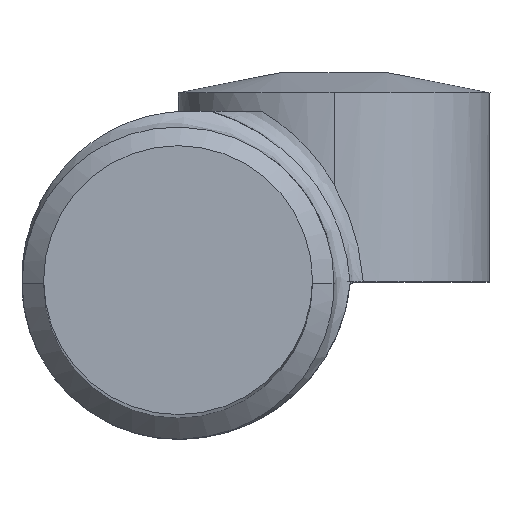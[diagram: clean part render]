
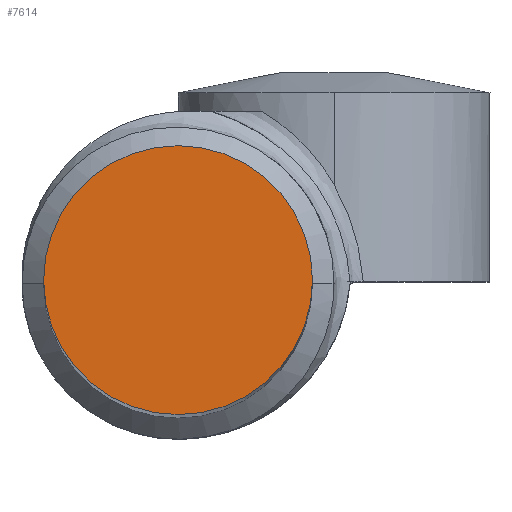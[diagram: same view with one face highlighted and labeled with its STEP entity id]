
A CAD part, top view. The second image highlights one B-rep face of the part: STEP entity #7614.
In plain terms, the highlighted planar face has unit normal (0, 0, 1).
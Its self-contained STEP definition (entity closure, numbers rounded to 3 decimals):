
#33 = CYLINDRICAL_SURFACE('',#34,25.);
#34 = AXIS2_PLACEMENT_3D('',#35,#36,#37);
#35 = CARTESIAN_POINT('',(-29.,0.,40.));
#36 = DIRECTION('',(-0.,0.,1.));
#37 = DIRECTION('',(-1.,0.,-0.));
#58 = VERTEX_POINT('',#59);
#59 = CARTESIAN_POINT('',(-4.,0.,369.));
#73 = CYLINDRICAL_SURFACE('',#74,25.);
#74 = AXIS2_PLACEMENT_3D('',#75,#76,#77);
#75 = CARTESIAN_POINT('',(-29.,0.,40.));
#76 = DIRECTION('',(-0.,0.,1.));
#77 = DIRECTION('',(-1.,0.,-0.));
#85 = EDGE_CURVE('',#58,#86,#88,.T.);
#86 = VERTEX_POINT('',#87);
#87 = CARTESIAN_POINT('',(-54.,0.,369.));
#88 = SURFACE_CURVE('',#89,(#94,#101),.PCURVE_S1.);
#89 = CIRCLE('',#90,25.);
#90 = AXIS2_PLACEMENT_3D('',#91,#92,#93);
#91 = CARTESIAN_POINT('',(-29.,0.,369.));
#92 = DIRECTION('',(0.,0.,-1.));
#93 = DIRECTION('',(-1.,-0.,0.));
#94 = PCURVE('',#33,#95);
#95 = DEFINITIONAL_REPRESENTATION('',(#96),#100);
#96 = LINE('',#97,#98);
#97 = CARTESIAN_POINT('',(6.283,329.));
#98 = VECTOR('',#99,1.);
#99 = DIRECTION('',(-1.,0.));
#100 = ( GEOMETRIC_REPRESENTATION_CONTEXT(2) 
PARAMETRIC_REPRESENTATION_CONTEXT() REPRESENTATION_CONTEXT('2D SPACE',''
  ) );
#101 = PCURVE('',#102,#107);
#102 = PLANE('',#103);
#103 = AXIS2_PLACEMENT_3D('',#104,#105,#106);
#104 = CARTESIAN_POINT('',(-29.,0.,369.));
#105 = DIRECTION('',(0.,0.,1.));
#106 = DIRECTION('',(-1.,0.,0.));
#107 = DEFINITIONAL_REPRESENTATION('',(#108),#116);
#108 = ( BOUNDED_CURVE() B_SPLINE_CURVE(2,(#109,#110,#111,#112,#113,#114
,#115),.UNSPECIFIED.,.T.,.F.) B_SPLINE_CURVE_WITH_KNOTS((1,2,2,2,2,1),(
    -2.094,0.,2.094,4.189,6.283,
8.378),.UNSPECIFIED.) CURVE() GEOMETRIC_REPRESENTATION_ITEM() 
RATIONAL_B_SPLINE_CURVE((1.,0.5,1.,0.5,1.,0.5,1.)) REPRESENTATION_ITEM(
  '') );
#109 = CARTESIAN_POINT('',(25.,0.));
#110 = CARTESIAN_POINT('',(25.,-43.301));
#111 = CARTESIAN_POINT('',(-12.5,-21.651));
#112 = CARTESIAN_POINT('',(-50.,0.));
#113 = CARTESIAN_POINT('',(-12.5,21.651));
#114 = CARTESIAN_POINT('',(25.,43.301));
#115 = CARTESIAN_POINT('',(25.,0.));
#116 = ( GEOMETRIC_REPRESENTATION_CONTEXT(2) 
PARAMETRIC_REPRESENTATION_CONTEXT() REPRESENTATION_CONTEXT('2D SPACE',''
  ) );
#7589 = EDGE_CURVE('',#86,#58,#7590,.T.);
#7590 = SURFACE_CURVE('',#7591,(#7596,#7603),.PCURVE_S1.);
#7591 = CIRCLE('',#7592,25.);
#7592 = AXIS2_PLACEMENT_3D('',#7593,#7594,#7595);
#7593 = CARTESIAN_POINT('',(-29.,0.,369.));
#7594 = DIRECTION('',(0.,0.,-1.));
#7595 = DIRECTION('',(-1.,-0.,0.));
#7596 = PCURVE('',#73,#7597);
#7597 = DEFINITIONAL_REPRESENTATION('',(#7598),#7602);
#7598 = LINE('',#7599,#7600);
#7599 = CARTESIAN_POINT('',(6.283,329.));
#7600 = VECTOR('',#7601,1.);
#7601 = DIRECTION('',(-1.,0.));
#7602 = ( GEOMETRIC_REPRESENTATION_CONTEXT(2) 
PARAMETRIC_REPRESENTATION_CONTEXT() REPRESENTATION_CONTEXT('2D SPACE',''
  ) );
#7603 = PCURVE('',#102,#7604);
#7604 = DEFINITIONAL_REPRESENTATION('',(#7605),#7613);
#7605 = ( BOUNDED_CURVE() B_SPLINE_CURVE(2,(#7606,#7607,#7608,#7609,
#7610,#7611,#7612),.UNSPECIFIED.,.T.,.F.) B_SPLINE_CURVE_WITH_KNOTS((1,2
    ,2,2,2,1),(-2.094,0.,2.094,4.189,
6.283,8.378),.UNSPECIFIED.) CURVE() 
GEOMETRIC_REPRESENTATION_ITEM() RATIONAL_B_SPLINE_CURVE((1.,0.5,1.,0.5,
1.,0.5,1.)) REPRESENTATION_ITEM('') );
#7606 = CARTESIAN_POINT('',(25.,0.));
#7607 = CARTESIAN_POINT('',(25.,-43.301));
#7608 = CARTESIAN_POINT('',(-12.5,-21.651));
#7609 = CARTESIAN_POINT('',(-50.,0.));
#7610 = CARTESIAN_POINT('',(-12.5,21.651));
#7611 = CARTESIAN_POINT('',(25.,43.301));
#7612 = CARTESIAN_POINT('',(25.,0.));
#7613 = ( GEOMETRIC_REPRESENTATION_CONTEXT(2) 
PARAMETRIC_REPRESENTATION_CONTEXT() REPRESENTATION_CONTEXT('2D SPACE',''
  ) );
#7614 = ADVANCED_FACE('',(#7615),#102,.T.);
#7615 = FACE_BOUND('',#7616,.T.);
#7616 = EDGE_LOOP('',(#7617,#7618));
#7617 = ORIENTED_EDGE('',*,*,#7589,.F.);
#7618 = ORIENTED_EDGE('',*,*,#85,.F.);
